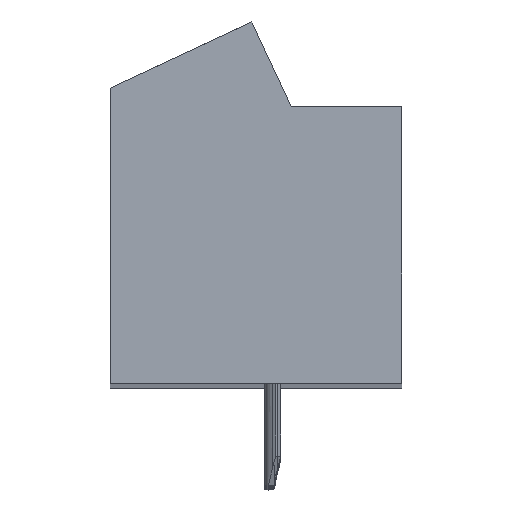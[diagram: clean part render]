
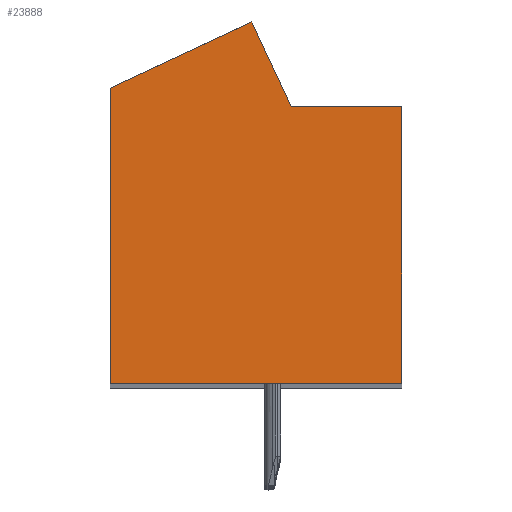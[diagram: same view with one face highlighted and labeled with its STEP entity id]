
A CAD part, top view. The second image highlights one B-rep face of the part: STEP entity #23888.
In plain terms, the highlighted planar face has unit normal (0, 0, 1).
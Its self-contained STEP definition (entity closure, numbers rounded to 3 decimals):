
#8435=DIRECTION('',(-1.,0.,0.));
#8436=VECTOR('',#8435,3.79);
#8437=CARTESIAN_POINT('',(5.002,3.3,91.75));
#8438=LINE('',#8437,#8436);
#8439=DIRECTION('',(0.,1.,0.));
#8440=VECTOR('',#8439,9.5);
#8441=CARTESIAN_POINT('',(5.002,-6.2,91.75));
#8442=LINE('',#8441,#8440);
#8443=DIRECTION('',(1.,0.,0.));
#8444=VECTOR('',#8443,10.);
#8445=CARTESIAN_POINT('',(-4.998,-6.2,91.75));
#8446=LINE('',#8445,#8444);
#8447=DIRECTION('',(0.,-1.,0.));
#8448=VECTOR('',#8447,10.135);
#8449=CARTESIAN_POINT('',(-4.998,3.935,91.75));
#8450=LINE('',#8449,#8448);
#8451=DIRECTION('',(-0.906,-0.423,0.));
#8452=VECTOR('',#8451,5.36);
#8453=CARTESIAN_POINT('',(-0.14,6.2,91.75));
#8454=LINE('',#8453,#8452);
#8455=DIRECTION('',(-0.423,0.906,0.));
#8456=VECTOR('',#8455,3.2);
#8457=CARTESIAN_POINT('',(1.212,3.3,91.75));
#8458=LINE('',#8457,#8456);
#10238=CARTESIAN_POINT('',(5.002,3.3,91.75));
#10239=CARTESIAN_POINT('',(1.212,3.3,91.75));
#10240=VERTEX_POINT('',#10238);
#10241=VERTEX_POINT('',#10239);
#10242=CARTESIAN_POINT('',(-0.14,6.2,91.75));
#10243=VERTEX_POINT('',#10242);
#10244=CARTESIAN_POINT('',(-4.998,3.935,91.75));
#10245=VERTEX_POINT('',#10244);
#10246=CARTESIAN_POINT('',(-4.998,-6.2,91.75));
#10247=VERTEX_POINT('',#10246);
#10248=CARTESIAN_POINT('',(5.002,-6.2,91.75));
#10249=VERTEX_POINT('',#10248);
#23875=CARTESIAN_POINT('',(0.,0.,91.75));
#23876=DIRECTION('',(0.,0.,1.));
#23877=DIRECTION('',(1.,0.,0.));
#23878=AXIS2_PLACEMENT_3D('',#23875,#23876,#23877);
#23879=PLANE('',#23878);
#23880=ORIENTED_EDGE('',*,*,#13117,.F.);
#23881=ORIENTED_EDGE('',*,*,#13132,.F.);
#23882=ORIENTED_EDGE('',*,*,#13146,.F.);
#23883=ORIENTED_EDGE('',*,*,#13509,.F.);
#23884=ORIENTED_EDGE('',*,*,#13899,.F.);
#23885=ORIENTED_EDGE('',*,*,#23869,.F.);
#23886=EDGE_LOOP('',(#23880,#23881,#23882,#23883,#23884,#23885));
#23887=FACE_OUTER_BOUND('',#23886,.F.);
#13117=EDGE_CURVE('',#10240,#10241,#8438,.T.);
#13132=EDGE_CURVE('',#10249,#10240,#8442,.T.);
#13146=EDGE_CURVE('',#10247,#10249,#8446,.T.);
#13509=EDGE_CURVE('',#10245,#10247,#8450,.T.);
#13899=EDGE_CURVE('',#10243,#10245,#8454,.T.);
#23869=EDGE_CURVE('',#10241,#10243,#8458,.T.);
#23888=ADVANCED_FACE('',(#23887),#23879,.T.);
